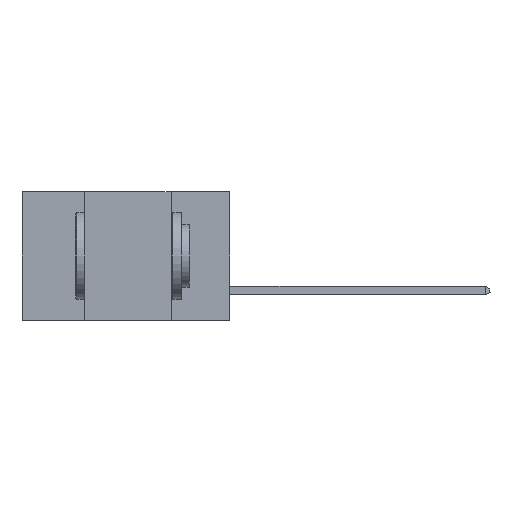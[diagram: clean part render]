
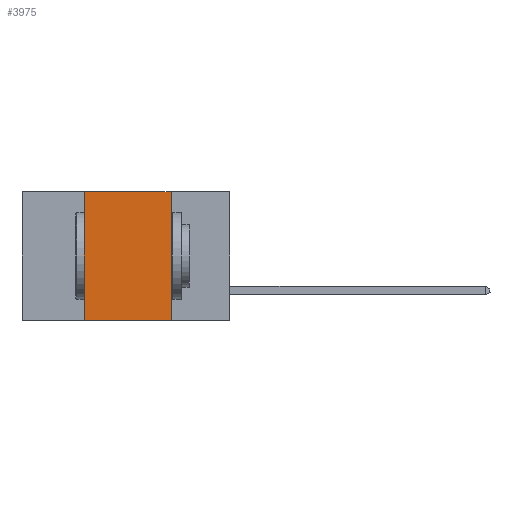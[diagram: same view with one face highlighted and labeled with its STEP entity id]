
A CAD part, left-side view. The second image highlights one B-rep face of the part: STEP entity #3975.
In plain terms, the highlighted planar face has unit normal (-1, 0, 0).
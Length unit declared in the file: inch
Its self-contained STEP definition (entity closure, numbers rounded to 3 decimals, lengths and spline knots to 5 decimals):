
#32 = ORIENTED_EDGE ( 'NONE', *, *, #2556, .F. ) ;
#145 = VERTEX_POINT ( 'NONE', #4961 ) ;
#297 = VECTOR ( 'NONE', #4242, 39.37008 ) ;
#1072 = DIRECTION ( 'NONE',  ( 1., 0., 0. ) ) ;
#1115 = CARTESIAN_POINT ( 'NONE',  ( 0., 0.6, -0.37 ) ) ;
#1119 = LINE ( 'NONE', #6665, #9355 ) ;
#1256 = VERTEX_POINT ( 'NONE', #3989 ) ;
#1380 = EDGE_CURVE ( 'NONE', #1256, #6106, #3295, .T. ) ;
#1755 = CARTESIAN_POINT ( 'NONE',  ( 0., 0.17, 0. ) ) ;
#1946 = VECTOR ( 'NONE', #7514, 39.37008 ) ;
#2169 = ORIENTED_EDGE ( 'NONE', *, *, #3393, .T. ) ;
#2556 = EDGE_CURVE ( 'NONE', #7138, #1256, #3901, .T. ) ;
#3295 = LINE ( 'NONE', #7396, #297 ) ;
#3393 = EDGE_CURVE ( 'NONE', #7138, #145, #5319, .T. ) ;
#3901 = LINE ( 'NONE', #9728, #7291 ) ;
#3975 = ADVANCED_FACE ( 'NONE', ( #6569 ), #5034, .F. ) ;
#3989 = CARTESIAN_POINT ( 'NONE',  ( 0., 0.42, 0. ) ) ;
#4242 = DIRECTION ( 'NONE',  ( 0., -1., 0. ) ) ;
#4891 = DIRECTION ( 'NONE',  ( 0., 0., 1. ) ) ;
#4961 = CARTESIAN_POINT ( 'NONE',  ( 0., 0.17, -0.37 ) ) ;
#5034 = PLANE ( 'NONE',  #9502 ) ;
#5319 = LINE ( 'NONE', #1115, #1946 ) ;
#5408 = CARTESIAN_POINT ( 'NONE',  ( 0., 0.42, -0.37 ) ) ;
#5663 = ORIENTED_EDGE ( 'NONE', *, *, #7715, .F. ) ;
#5962 = DIRECTION ( 'NONE',  ( 0., 0., -1. ) ) ;
#6106 = VERTEX_POINT ( 'NONE', #1755 ) ;
#6569 = FACE_OUTER_BOUND ( 'NONE', #9180, .T. ) ;
#6665 = CARTESIAN_POINT ( 'NONE',  ( 0., 0.17, 0. ) ) ;
#6763 = CARTESIAN_POINT ( 'NONE',  ( 0., 0.6, 0. ) ) ;
#7138 = VERTEX_POINT ( 'NONE', #5408 ) ;
#7291 = VECTOR ( 'NONE', #4891, 39.37008 ) ;
#7396 = CARTESIAN_POINT ( 'NONE',  ( 0., 0.6, 0. ) ) ;
#7412 = DIRECTION ( 'NONE',  ( 0., 0., -1. ) ) ;
#7514 = DIRECTION ( 'NONE',  ( 0., -1., 0. ) ) ;
#7652 = ORIENTED_EDGE ( 'NONE', *, *, #1380, .F. ) ;
#7715 = EDGE_CURVE ( 'NONE', #6106, #145, #1119, .T. ) ;
#9180 = EDGE_LOOP ( 'NONE', ( #5663, #7652, #32, #2169 ) ) ;
#9355 = VECTOR ( 'NONE', #5962, 39.37008 ) ;
#9502 = AXIS2_PLACEMENT_3D ( 'NONE', #6763, #1072, #7412 ) ;
#9728 = CARTESIAN_POINT ( 'NONE',  ( 0., 0.42, 0. ) ) ;
